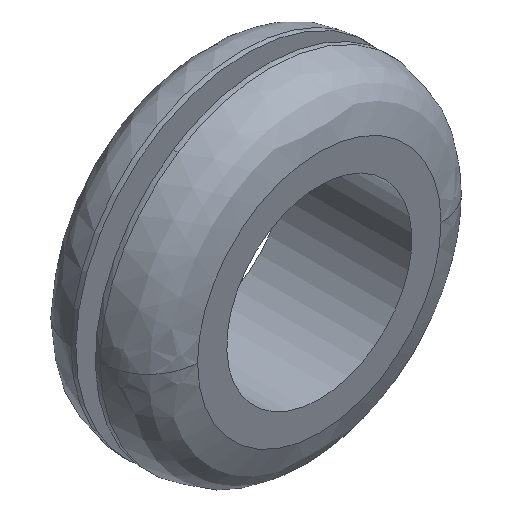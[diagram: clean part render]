
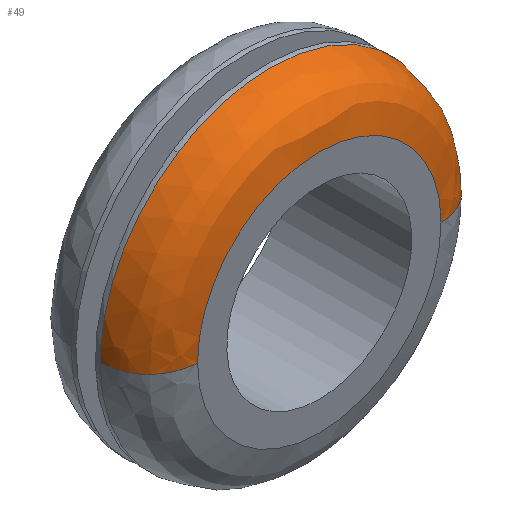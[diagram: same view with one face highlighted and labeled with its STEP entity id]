
A CAD part, isometric view. The second image highlights one B-rep face of the part: STEP entity #49.
In plain terms, the highlighted free-form (B-spline) face has degree [2, 2] with [5, 5] control points.
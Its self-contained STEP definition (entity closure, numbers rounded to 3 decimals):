
#49=ADVANCED_FACE('',(#151),#150,.T.);
#150=( BOUNDED_SURFACE() B_SPLINE_SURFACE( 2,2,((#290,#291,#292,#293,#294),(#295,#296,#297,#298,#299),(#300,#301,#302,#303,#304),(#305,#306,#307,#308,#309),(#310,#311,#312,#313,#314)), .UNSPECIFIED.,.F.,.F.,.F.) B_SPLINE_SURFACE_WITH_KNOTS((3,2,3),(3,2,3),(0.,0.5,1.),(0.,0.5,1.), .UNSPECIFIED. ) GEOMETRIC_REPRESENTATION_ITEM() RATIONAL_B_SPLINE_SURFACE(((1.,0.707,1.,0.707,1.),(0.707,0.5,0.707,0.5,0.707),(1.,0.707,1.,0.707,1.),(0.707,0.5,0.707,0.5,0.707),(1.,0.707,1.,0.707,1.))) REPRESENTATION_ITEM('') SURFACE() );
#151=FACE_OUTER_BOUND('',#315,.T.);
#290=CARTESIAN_POINT('',(17.5,5.,0.));
#291=CARTESIAN_POINT('',(17.5,0.,0.));
#292=CARTESIAN_POINT('',(12.5,0.,0.));
#293=CARTESIAN_POINT('',(7.5,0.,0.));
#294=CARTESIAN_POINT('',(7.5,5.,0.));
#295=CARTESIAN_POINT('',(17.5,5.,17.5));
#296=CARTESIAN_POINT('',(17.5,0.,17.5));
#297=CARTESIAN_POINT('',(12.5,0.,12.5));
#298=CARTESIAN_POINT('',(7.5,0.,7.5));
#299=CARTESIAN_POINT('',(7.5,5.,7.5));
#300=CARTESIAN_POINT('',(0.,5.,17.5));
#301=CARTESIAN_POINT('',(0.,0.,17.5));
#302=CARTESIAN_POINT('',(0.,0.,12.5));
#303=CARTESIAN_POINT('',(0.,0.,7.5));
#304=CARTESIAN_POINT('',(0.,5.,7.5));
#305=CARTESIAN_POINT('',(-17.5,5.,17.5));
#306=CARTESIAN_POINT('',(-17.5,0.,17.5));
#307=CARTESIAN_POINT('',(-12.5,0.,12.5));
#308=CARTESIAN_POINT('',(-7.5,0.,7.5));
#309=CARTESIAN_POINT('',(-7.5,5.,7.5));
#310=CARTESIAN_POINT('',(-17.5,5.,0.));
#311=CARTESIAN_POINT('',(-17.5,0.,0.));
#312=CARTESIAN_POINT('',(-12.5,0.,0.));
#313=CARTESIAN_POINT('',(-7.5,0.,0.));
#314=CARTESIAN_POINT('',(-7.5,5.,0.));
#315=EDGE_LOOP('',(#444,#445,#446,#447,#448,#449,#450,#451));
#444=ORIENTED_EDGE('',*,*,#520,.T.);
#445=ORIENTED_EDGE('',*,*,#519,.T.);
#446=ORIENTED_EDGE('',*,*,#527,.T.);
#447=ORIENTED_EDGE('',*,*,#526,.T.);
#448=ORIENTED_EDGE('',*,*,#528,.T.);
#449=ORIENTED_EDGE('',*,*,#510,.F.);
#450=ORIENTED_EDGE('',*,*,#512,.F.);
#451=ORIENTED_EDGE('',*,*,#529,.F.);
#510=EDGE_CURVE('',#670,#671,#672,.T.);
#512=EDGE_CURVE('',#678,#670,#685,.T.);
#519=EDGE_CURVE('',#731,#724,#732,.T.);
#520=EDGE_CURVE('',#738,#731,#739,.T.);
#526=EDGE_CURVE('',#779,#772,#780,.T.);
#527=EDGE_CURVE('',#724,#779,#786,.T.);
#528=EDGE_CURVE('',#772,#671,#792,.T.);
#529=EDGE_CURVE('',#738,#678,#798,.T.);
#670=VERTEX_POINT('',#986);
#671=VERTEX_POINT('',#987);
#672=CIRCLE('',#991,12.5);
#678=VERTEX_POINT('',#992);
#685=CIRCLE('',#1000,12.5);
#724=VERTEX_POINT('',#1020);
#731=VERTEX_POINT('',#1023);
#732=CIRCLE('',#1027,17.5);
#738=VERTEX_POINT('',#1028);
#739=CIRCLE('',#1032,17.5);
#772=VERTEX_POINT('',#1050);
#779=VERTEX_POINT('',#1055);
#780=CIRCLE('',#1059,17.5);
#786=CIRCLE('',#1063,17.5);
#792=(BOUNDED_CURVE() B_SPLINE_CURVE(2,(#1064,#1065,#1066),.UNSPECIFIED.,.F.,.F.) B_SPLINE_CURVE_WITH_KNOTS((3,3),(0.,0.5),.UNSPECIFIED.) CURVE() GEOMETRIC_REPRESENTATION_ITEM() RATIONAL_B_SPLINE_CURVE((1.,0.707,1.)) REPRESENTATION_ITEM('') );
#798=(BOUNDED_CURVE() B_SPLINE_CURVE(3,(#1067,#1068,#1069,#1070,#1071),.UNSPECIFIED.,.F.,.F.) B_SPLINE_CURVE_WITH_KNOTS((4,1,4),(0.,0.25,0.5),.UNSPECIFIED.) CURVE() GEOMETRIC_REPRESENTATION_ITEM() RATIONAL_B_SPLINE_CURVE((1.,1.,1.,1.,1.)) REPRESENTATION_ITEM('') );
#986=CARTESIAN_POINT('',(0.,0.,12.5));
#987=CARTESIAN_POINT('',(-12.5,0.,0.));
#988=CARTESIAN_POINT('',(0.,0.,0.));
#989=DIRECTION('',(0.,-1.,0.));
#990=DIRECTION('',(0.,0.,1.));
#991=AXIS2_PLACEMENT_3D('',#988,#989,#990);
#992=CARTESIAN_POINT('',(12.5,0.,-0.001));
#997=CARTESIAN_POINT('',(0.,0.,0.));
#998=DIRECTION('',(0.,-1.,0.));
#999=DIRECTION('',(0.,0.,1.));
#1000=AXIS2_PLACEMENT_3D('',#997,#998,#999);
#1020=CARTESIAN_POINT('',(-9.498,5.,14.698));
#1023=CARTESIAN_POINT('',(0.,5.,17.5));
#1024=CARTESIAN_POINT('',(0.,5.,0.));
#1025=DIRECTION('',(0.,-1.,0.));
#1026=DIRECTION('',(0.,0.,-1.));
#1027=AXIS2_PLACEMENT_3D('',#1024,#1025,#1026);
#1028=CARTESIAN_POINT('',(17.5,5.,0.));
#1029=CARTESIAN_POINT('',(0.,5.,0.));
#1030=DIRECTION('',(0.,-1.,0.));
#1031=DIRECTION('',(-1.,0.,0.013));
#1032=AXIS2_PLACEMENT_3D('',#1029,#1030,#1031);
#1050=CARTESIAN_POINT('',(-17.5,5.,0.));
#1055=CARTESIAN_POINT('',(-17.457,5.,1.22));
#1056=CARTESIAN_POINT('',(0.,5.,0.));
#1057=DIRECTION('',(0.,-1.,0.));
#1058=DIRECTION('',(0.998,0.,-0.07));
#1059=AXIS2_PLACEMENT_3D('',#1056,#1057,#1058);
#1060=CARTESIAN_POINT('',(0.,5.,0.));
#1061=DIRECTION('',(0.,-1.,0.));
#1062=DIRECTION('',(0.,0.,-1.));
#1063=AXIS2_PLACEMENT_3D('',#1060,#1061,#1062);
#1064=CARTESIAN_POINT('',(-17.5,5.,0.));
#1065=CARTESIAN_POINT('',(-17.5,0.,0.));
#1066=CARTESIAN_POINT('',(-12.5,0.,0.));
#1067=CARTESIAN_POINT('',(17.5,5.,0.));
#1068=CARTESIAN_POINT('',(17.509,3.709,0.));
#1069=CARTESIAN_POINT('',(16.421,1.079,0.));
#1070=CARTESIAN_POINT('',(13.791,-0.009,0.));
#1071=CARTESIAN_POINT('',(12.5,0.,0.));
